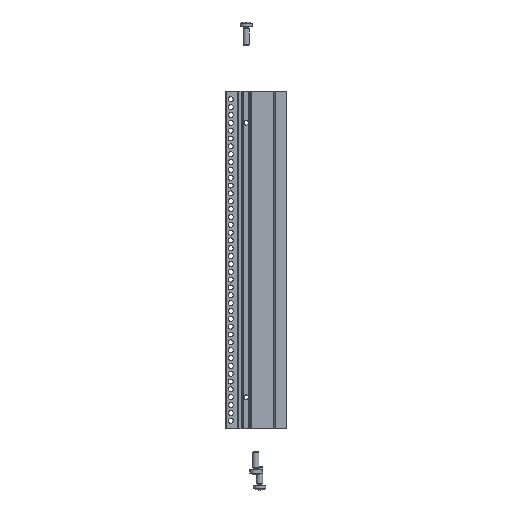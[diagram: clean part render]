
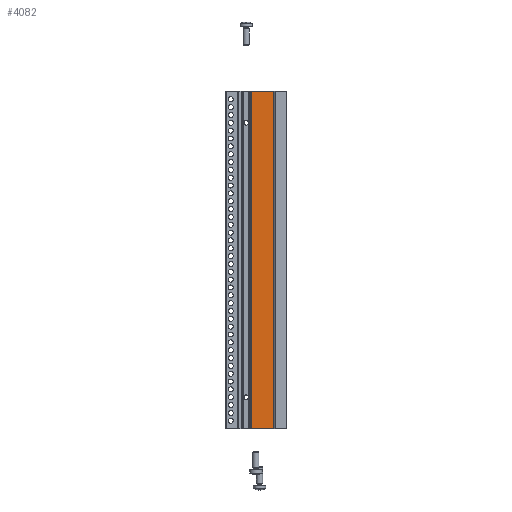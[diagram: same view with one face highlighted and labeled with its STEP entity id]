
A CAD part, front view. The second image highlights one B-rep face of the part: STEP entity #4082.
In plain terms, the highlighted face is planar.
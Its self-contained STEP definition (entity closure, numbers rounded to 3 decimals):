
#71=PLANE($,#4348);
#172=LINE($,#6347,#446);
#177=LINE($,#6357,#451);
#244=LINE($,#6514,#518);
#314=LINE($,#6681,#588);
#446=VECTOR($,#4827,218.44);
#451=VECTOR($,#4836,14.525);
#518=VECTOR($,#4933,218.44);
#588=VECTOR($,#5051,14.525);
#1219=FACE_OUTER_BOUND($,#1437,.T.);
#1437=EDGE_LOOP($,(#3162,#3163,#3164,#3165));
#1963=VERTEX_POINT($,#6344);
#1964=VERTEX_POINT($,#6346);
#1967=VERTEX_POINT($,#6356);
#2042=VERTEX_POINT($,#6513);
#2391=EDGE_CURVE($,#1964,#1963,#172,.T.);
#2396=EDGE_CURVE($,#1964,#1967,#177,.T.);
#2476=EDGE_CURVE($,#2042,#1967,#244,.T.);
#2562=EDGE_CURVE($,#1963,#2042,#314,.T.);
#3162=ORIENTED_EDGE($,*,*,#2562,.T.);
#3163=ORIENTED_EDGE($,*,*,#2476,.T.);
#3164=ORIENTED_EDGE($,*,*,#2396,.F.);
#3165=ORIENTED_EDGE($,*,*,#2391,.T.);
#4082=ADVANCED_FACE($,(#1219),#71,.T.);
#4348=AXIS2_PLACEMENT_3D($,#6682,#5052,#5053);
#4827=DIRECTION($,(0.,0.,-1.));
#4836=DIRECTION($,(-1.,0.,0.));
#4933=DIRECTION($,(0.,0.,1.));
#5051=DIRECTION($,(-1.,0.,0.));
#5052=DIRECTION('center_axis',(0.,1.,0.));
#5053=DIRECTION('ref_axis',(0.,0.,1.));
#6344=CARTESIAN_POINT('',(9.95,2.85,-215.9));
#6346=CARTESIAN_POINT('',(9.95,2.85,2.54));
#6347=CARTESIAN_POINT($,(9.95,2.85,2.54));
#6356=CARTESIAN_POINT('',(-4.575,2.85,2.54));
#6357=CARTESIAN_POINT($,(-1.394,2.85,2.54));
#6513=CARTESIAN_POINT('',(-4.575,2.85,-215.9));
#6514=CARTESIAN_POINT($,(-4.575,2.85,-106.68));
#6681=CARTESIAN_POINT($,(-1.15,2.85,-215.9));
#6682=CARTESIAN_POINT('Origin',(-13.55,2.85,-215.9));
